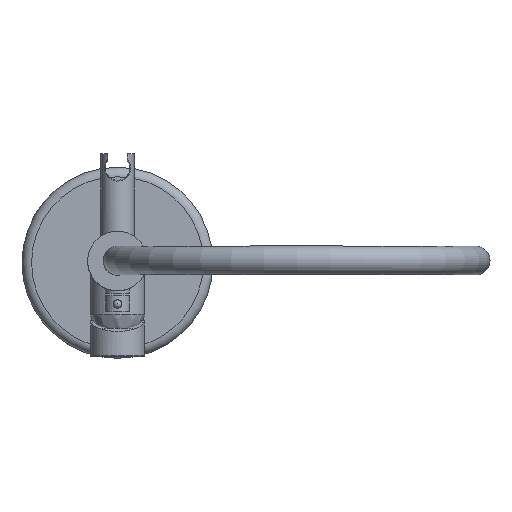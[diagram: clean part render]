
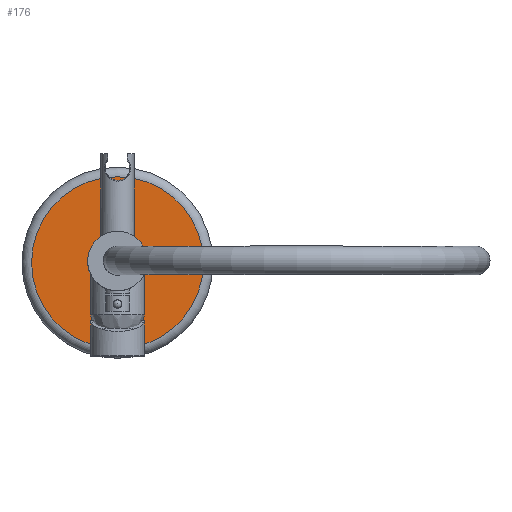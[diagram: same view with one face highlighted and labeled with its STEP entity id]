
A CAD part, top view. The second image highlights one B-rep face of the part: STEP entity #176.
In plain terms, the highlighted planar face has unit normal (0, 0, 1).
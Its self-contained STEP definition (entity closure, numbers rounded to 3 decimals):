
#126=PLANE('',#560);
#148=FACE_OUTER_BOUND('',#269,.T.);
#176=ADVANCED_FACE('',(#148),#126,.T.);
#269=EDGE_LOOP('',(#334));
#334=ORIENTED_EDGE('',*,*,#481,.T.);
#438=VERTEX_POINT('',#769);
#481=EDGE_CURVE('',#438,#438,#533,.T.);
#533=CIRCLE('',#559,72.);
#559=AXIS2_PLACEMENT_3D('',#768,#629,#630);
#560=AXIS2_PLACEMENT_3D('',#770,#631,#632);
#629=DIRECTION('',(0.,0.,1.));
#630=DIRECTION('',(1.,0.,0.));
#631=DIRECTION('',(0.,0.,1.));
#632=DIRECTION('',(1.,0.,0.));
#768=CARTESIAN_POINT('',(0.,0.,50.));
#769=CARTESIAN_POINT('',(72.,0.,50.));
#770=CARTESIAN_POINT('',(0.,0.,50.));
